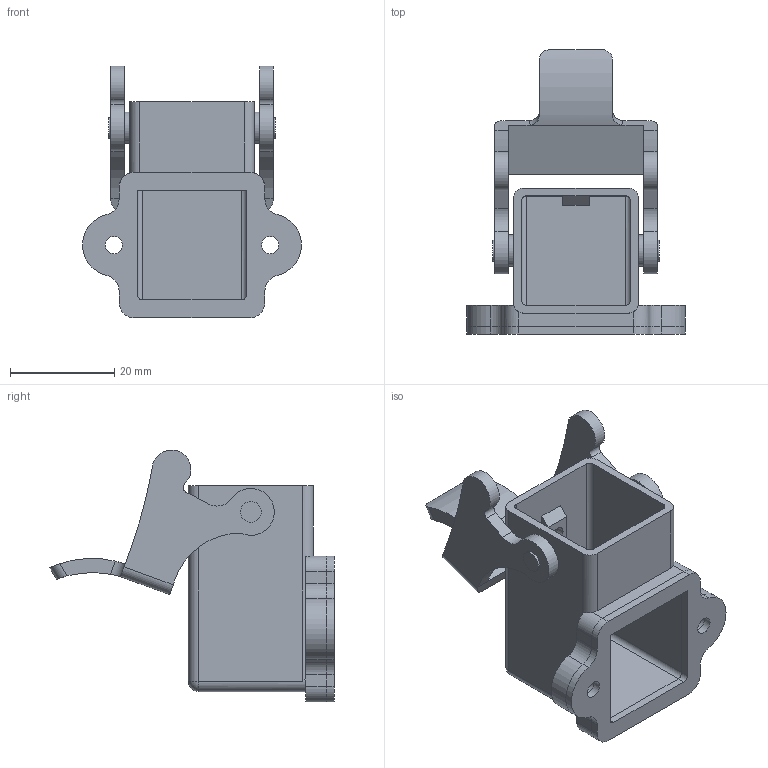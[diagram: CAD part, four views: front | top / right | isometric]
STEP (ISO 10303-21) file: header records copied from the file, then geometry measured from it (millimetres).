
FILE_DESCRIPTION (( 'STEP AP214' ), '1' );
FILE_NAME ('ZP-MC03A-2-SBHAP.STEP', '2011-11-01T19:53:23', ( '.adc' ), ( '' ), 'SwSTEP 2.0', 'SolidWorks 2011', '' );
FILE_SCHEMA (( 'AUTOMOTIVE_DESIGN' ));
Length unit declared in the file: millimetre
Products named in the file (1): ZP-MC03A-2-SBHAP
Bounding box: 42 x 54.59 x 48.37 mm (x, y, z)
Volume: 10586.2 mm3; surface area: 12560.8 mm2
Topology: 2 solids, 2 shells, 123 faces, 329 edges, 211 vertices
Faces by surface type: cylinder 65, plane 53, sphere 2, bspline 2, cone 1
Full cylindrical faces by diameter (mm): 3 x1, 3.3 x4, 4 x2, 6 x2
Entity records: 5302 total; most frequent: CARTESIAN_POINT 822, DIRECTION 660, ORIENTED_EDGE 630, EDGE_CURVE 315, AXIS2_PLACEMENT_3D 241, VERTEX_POINT 211, VECTOR 178, LINE 178
